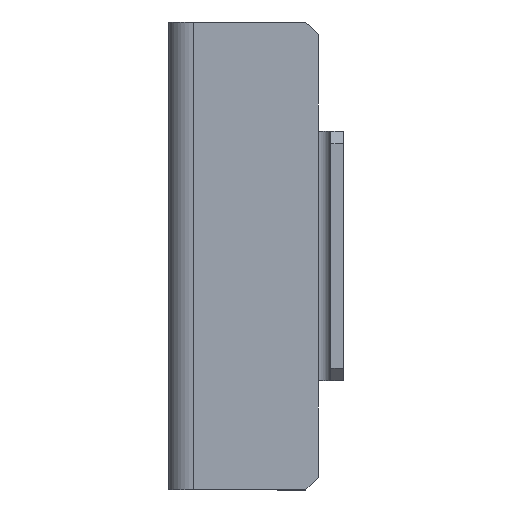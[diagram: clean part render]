
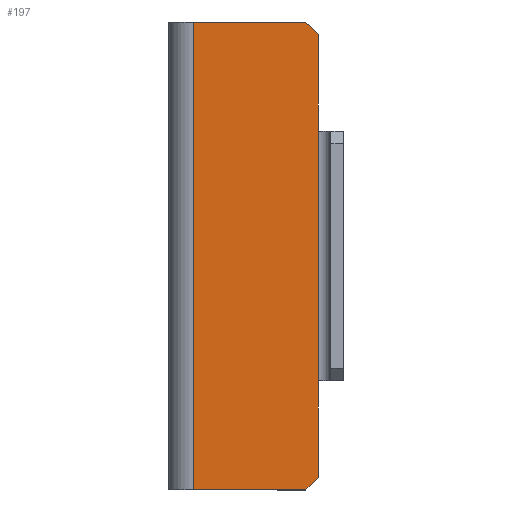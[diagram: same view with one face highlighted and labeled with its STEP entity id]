
A CAD part, left-side view. The second image highlights one B-rep face of the part: STEP entity #197.
In plain terms, the highlighted planar face has unit normal (-1, 0, 0).
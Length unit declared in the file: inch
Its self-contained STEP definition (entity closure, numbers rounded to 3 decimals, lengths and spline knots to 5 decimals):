
#12 = LINE ( 'NONE', #1531, #3780 ) ;
#78 = ORIENTED_EDGE ( 'NONE', *, *, #3511, .T. ) ;
#92 = VECTOR ( 'NONE', #1728, 39.37008 ) ;
#123 = LINE ( 'NONE', #1362, #3829 ) ;
#149 = EDGE_CURVE ( 'NONE', #1203, #1621, #3414, .T. ) ;
#197 = ADVANCED_FACE ( 'NONE', ( #1907 ), #1869, .F. ) ;
#264 = CARTESIAN_POINT ( 'NONE',  ( -0.4175, 0.02, 0.1 ) ) ;
#367 = LINE ( 'NONE', #3796, #1332 ) ;
#398 = CARTESIAN_POINT ( 'NONE',  ( -0.4175, 0.03, -0.1875 ) ) ;
#439 = CARTESIAN_POINT ( 'NONE',  ( -0.4175, 0.12, 0.1875 ) ) ;
#455 = LINE ( 'NONE', #439, #92 ) ;
#497 = CARTESIAN_POINT ( 'NONE',  ( -0.4175, 0.12, 0.1875 ) ) ;
#583 = ORIENTED_EDGE ( 'NONE', *, *, #3109, .F. ) ;
#605 = CARTESIAN_POINT ( 'NONE',  ( -0.4175, 0.02, 0.1775 ) ) ;
#690 = DIRECTION ( 'NONE',  ( 1., 0., 0. ) ) ;
#786 = CARTESIAN_POINT ( 'NONE',  ( -0.4175, 0.03, 0.1875 ) ) ;
#881 = VERTEX_POINT ( 'NONE', #1142 ) ;
#932 = DIRECTION ( 'NONE',  ( 0., -1., 0. ) ) ;
#933 = EDGE_LOOP ( 'NONE', ( #1344, #2889, #583, #1821, #2739, #78, #2058, #3950 ) ) ;
#950 = CARTESIAN_POINT ( 'NONE',  ( -0.4175, 0.12, 0.1875 ) ) ;
#1108 = VERTEX_POINT ( 'NONE', #264 ) ;
#1142 = CARTESIAN_POINT ( 'NONE',  ( -0.4175, 0.02, -0.1 ) ) ;
#1154 = EDGE_CURVE ( 'NONE', #1621, #2647, #3189, .T. ) ;
#1203 = VERTEX_POINT ( 'NONE', #2898 ) ;
#1232 = LINE ( 'NONE', #3431, #2006 ) ;
#1272 = EDGE_CURVE ( 'NONE', #2611, #1203, #455, .T. ) ;
#1332 = VECTOR ( 'NONE', #2215, 39.37008 ) ;
#1344 = ORIENTED_EDGE ( 'NONE', *, *, #149, .T. ) ;
#1362 = CARTESIAN_POINT ( 'NONE',  ( -0.4175, 0.02, 0.1875 ) ) ;
#1531 = CARTESIAN_POINT ( 'NONE',  ( -0.4175, 0.12, 0.1875 ) ) ;
#1616 = DIRECTION ( 'NONE',  ( 0., -0.707, 0.707 ) ) ;
#1621 = VERTEX_POINT ( 'NONE', #2890 ) ;
#1626 = EDGE_CURVE ( 'NONE', #3506, #1108, #123, .T. ) ;
#1728 = DIRECTION ( 'NONE',  ( 0., 0., -1. ) ) ;
#1821 = ORIENTED_EDGE ( 'NONE', *, *, #2034, .F. ) ;
#1841 = DIRECTION ( 'NONE',  ( 0., 0.707, 0.707 ) ) ;
#1869 = PLANE ( 'NONE',  #3497 ) ;
#1907 = FACE_OUTER_BOUND ( 'NONE', #933, .T. ) ;
#2006 = VECTOR ( 'NONE', #1841, 39.37008 ) ;
#2034 = EDGE_CURVE ( 'NONE', #1108, #881, #367, .T. ) ;
#2058 = ORIENTED_EDGE ( 'NONE', *, *, #3487, .F. ) ;
#2142 = VERTEX_POINT ( 'NONE', #786 ) ;
#2181 = DIRECTION ( 'NONE',  ( 0., 0., -1. ) ) ;
#2202 = DIRECTION ( 'NONE',  ( 0., 1., 0. ) ) ;
#2209 = CARTESIAN_POINT ( 'NONE',  ( -0.4175, 0.02, 0.1875 ) ) ;
#2215 = DIRECTION ( 'NONE',  ( 0., 0., -1. ) ) ;
#2504 = CARTESIAN_POINT ( 'NONE',  ( -0.4175, 0.12, -0.1875 ) ) ;
#2522 = VECTOR ( 'NONE', #2181, 39.37008 ) ;
#2573 = VECTOR ( 'NONE', #932, 39.37008 ) ;
#2611 = VERTEX_POINT ( 'NONE', #497 ) ;
#2617 = DIRECTION ( 'NONE',  ( 0., 0., -1. ) ) ;
#2647 = VERTEX_POINT ( 'NONE', #3226 ) ;
#2695 = VECTOR ( 'NONE', #1616, 39.37008 ) ;
#2739 = ORIENTED_EDGE ( 'NONE', *, *, #1626, .F. ) ;
#2889 = ORIENTED_EDGE ( 'NONE', *, *, #1154, .T. ) ;
#2890 = CARTESIAN_POINT ( 'NONE',  ( -0.4175, 0.03, -0.1875 ) ) ;
#2898 = CARTESIAN_POINT ( 'NONE',  ( -0.4175, 0.12, -0.1875 ) ) ;
#3109 = EDGE_CURVE ( 'NONE', #881, #2647, #3767, .T. ) ;
#3159 = DIRECTION ( 'NONE',  ( 0., -1., 0. ) ) ;
#3189 = LINE ( 'NONE', #398, #2695 ) ;
#3226 = CARTESIAN_POINT ( 'NONE',  ( -0.4175, 0.02, -0.1775 ) ) ;
#3414 = LINE ( 'NONE', #2504, #2573 ) ;
#3431 = CARTESIAN_POINT ( 'NONE',  ( -0.4175, 0.02, 0.1775 ) ) ;
#3487 = EDGE_CURVE ( 'NONE', #2611, #2142, #12, .T. ) ;
#3497 = AXIS2_PLACEMENT_3D ( 'NONE', #950, #690, #2202 ) ;
#3506 = VERTEX_POINT ( 'NONE', #605 ) ;
#3511 = EDGE_CURVE ( 'NONE', #3506, #2142, #1232, .T. ) ;
#3767 = LINE ( 'NONE', #2209, #2522 ) ;
#3780 = VECTOR ( 'NONE', #3159, 39.37008 ) ;
#3796 = CARTESIAN_POINT ( 'NONE',  ( -0.4175, 0.02, 0.1875 ) ) ;
#3829 = VECTOR ( 'NONE', #2617, 39.37008 ) ;
#3950 = ORIENTED_EDGE ( 'NONE', *, *, #1272, .T. ) ;
